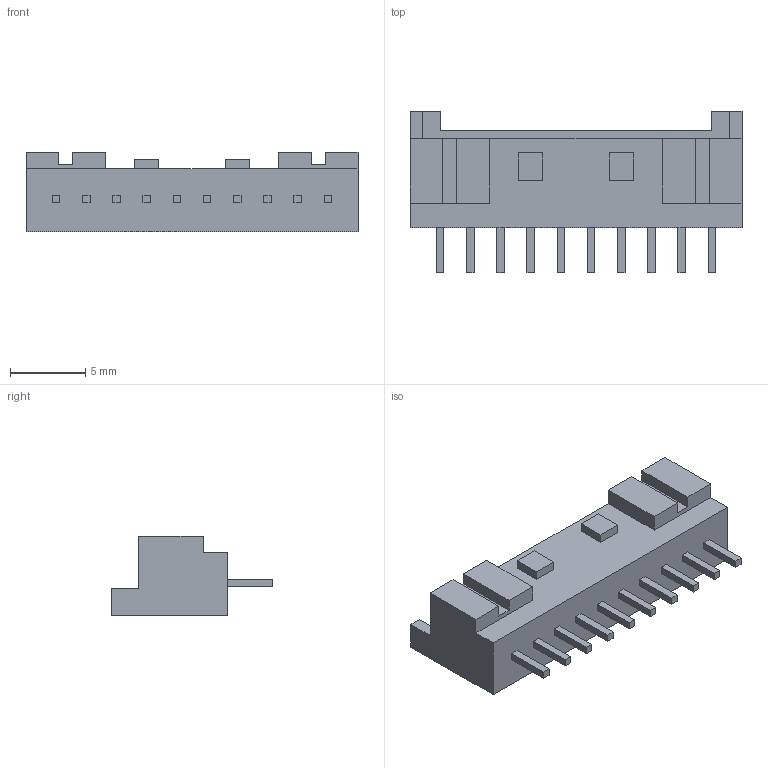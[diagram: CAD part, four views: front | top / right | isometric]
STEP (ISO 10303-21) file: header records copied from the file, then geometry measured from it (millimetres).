
FILE_DESCRIPTION (( 'STEP AP214' ), '1' );
FILE_NAME ('B10B-PASK.STEP', '2010-06-09T02:33:41', ( ' ' ), ( ' ' ), 'SwSTEP 2.0', 'SolidWorks 2005235', '' );
FILE_SCHEMA (( 'AUTOMOTIVE_DESIGN' ));
Length unit declared in the file: millimetre
Products named in the file (1): B10B-PASK
Bounding box: 22 x 10.7 x 5.3 mm (x, y, z)
Volume: 403.5 mm3; surface area: 908.9 mm2
Topology: 1 solids, 1 shells, 142 faces, 354 edges, 236 vertices
Faces by surface type: plane 142
Entity records: 5261 total; most frequent: CARTESIAN_POINT 733, ORIENTED_EDGE 708, DIRECTION 640, EDGE_CURVE 354, VECTOR 354, LINE 354, VERTEX_POINT 236, EDGE_LOOP 164
